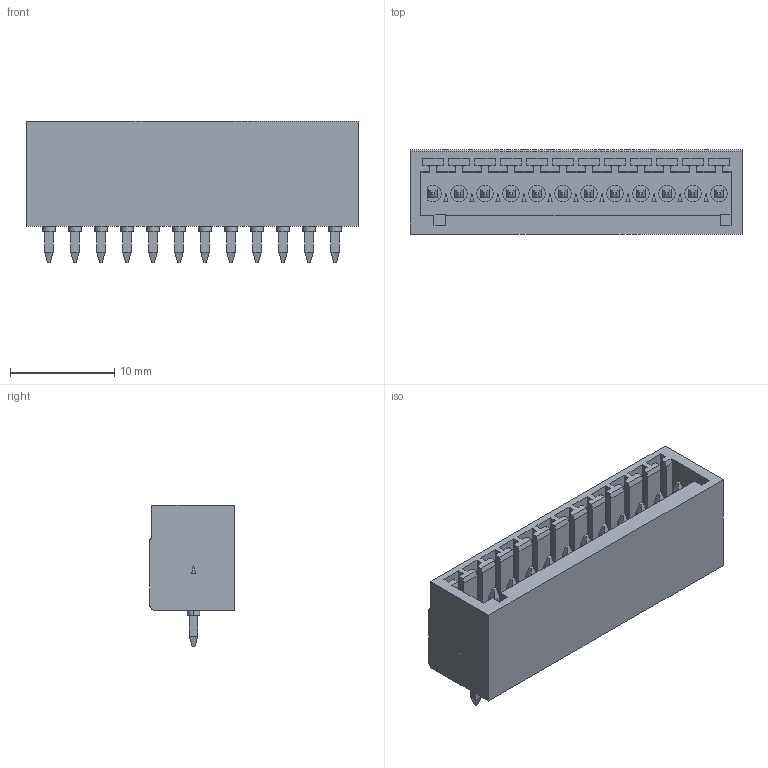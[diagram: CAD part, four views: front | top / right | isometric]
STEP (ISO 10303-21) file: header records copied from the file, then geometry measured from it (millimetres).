
FILE_DESCRIPTION((''),'2;1');
FILE_NAME('PHOENIX_1881655.stp','2012-06-11T15:12:25',(''),(''),'Mechanical Desktop 2011','Mechanical Desktop 2011',', , ');
FILE_SCHEMA(('AUTOMOTIVE_DESIGN { 1 2 10303 214 1 1 1 1 }'));
Length unit declared in the file: millimetre
Products named in the file (1): Product
Bounding box: 31.9 x 8.1 x 13.6 mm (x, y, z)
Volume: 1845.9 mm3; surface area: 2655.5 mm2
Topology: 65 solids, 65 shells, 732 faces, 1594 edges, 1020 vertices
Faces by surface type: plane 624, cylinder 108
Entity records: 19578 total; most frequent: CARTESIAN_POINT 3347, DIRECTION 3276, ORIENTED_EDGE 3188, EDGE_CURVE 1594, VECTOR 1378, LINE 1378, VERTEX_POINT 1020, AXIS2_PLACEMENT_3D 949
